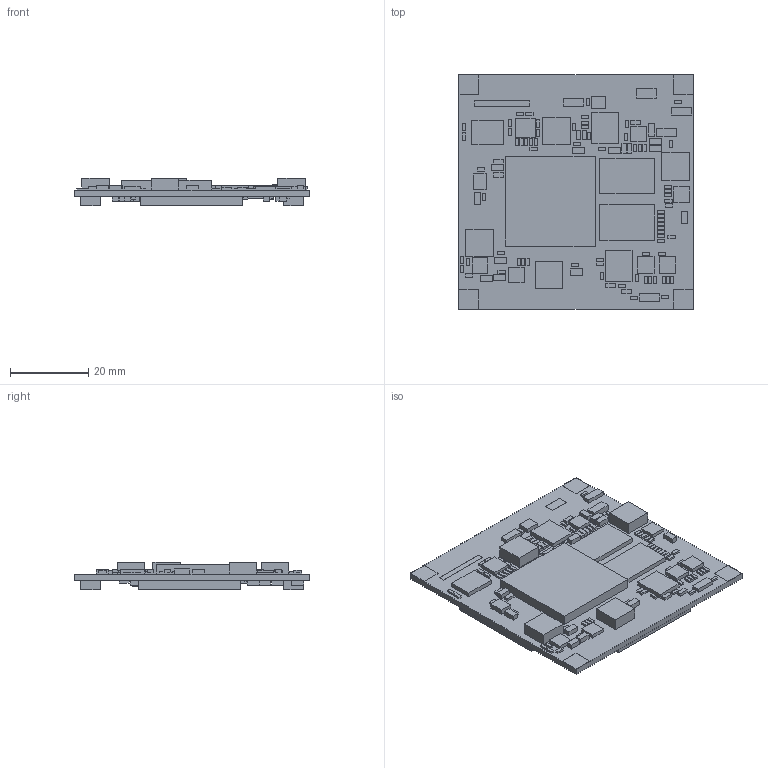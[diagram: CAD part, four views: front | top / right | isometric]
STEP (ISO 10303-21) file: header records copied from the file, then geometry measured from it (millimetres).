
FILE_DESCRIPTION(/* description */ ('PCB Design'),/* implementation_level */ '2;1');
FILE_NAME(/* name */ 'AC7A100-STEP',/* time_stamp */ '2021-09-24T14:12:03+08:00',/* author */ ('ALINX-11'),/* organization */ (''),/* preprocessor_version */ 'ST-DEVELOPER v16',/* originating_system */ 'allegro_17.2S007',/* authorisation */ '');
FILE_SCHEMA (('AUTOMOTIVE_DESIGN { 1 0 10303 214 3 1 1 }'));
Length unit declared in the file: inch
Products named in the file (25): AC7A100-STEP; BOARD_OUTLINE; COMPONENTS; FGG484; AXK680137YG; SOT-23; LED_0805; OSC6-5X7; CDRH6D38NP_5R; FBGA_96; MLP8; C0805; C1206; L0603; C0603; C0402; R0402; HDR1X2; VQFN_3_5; SOT-23-5; FPAD_1; SON10; HDR1X6; TPS51200DRCR; TLV62130RGT
Assembly tree (292 placements, depth 3):
  AC7A100-STEP
    BOARD_OUTLINE
    COMPONENTS
      FGG484
      AXK680137YG  x4
      SOT-23
      LED_0805  x3
      OSC6-5X7  x2
      CDRH6D38NP_5R  x4
      FBGA_96  x2
      MLP8
      C0805  x21
      C1206  x6
      L0603  x4
      C0603  x35
      C0402  x119
      R0402  x73
      HDR1X2
      VQFN_3_5
      SOT-23-5
      FPAD_1  x4
      SON10  x2
      HDR1X6
      TPS51200DRCR
      TLV62130RGT  x3
Bounding box: 60 x 60 x 6.99 mm (x, y, z)
Surface area: 15361.4 mm2 (no closed solid volume)
Topology: 0 solids, 291 shells, 1746 faces, 3783 edges, 2328 vertices
Faces by surface type: plane 1746
Entity records: 6401 total; most frequent: DIRECTION 974, AXIS2_PLACEMENT_3D 722, ORIENTED_EDGE 552, CARTESIAN_POINT 521, PRODUCT_DEFINITION_SHAPE 317, EDGE_CURVE 299, VECTOR 299, LINE 299
